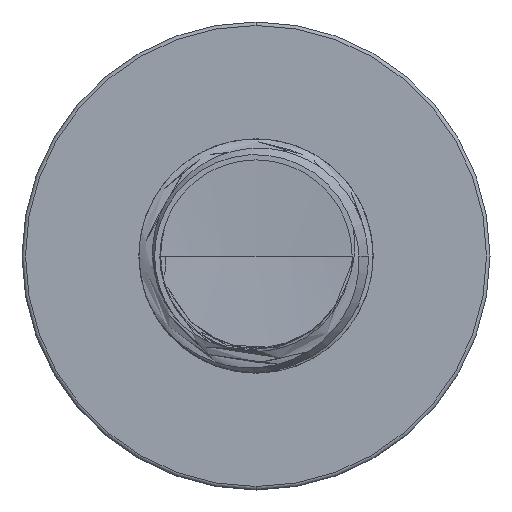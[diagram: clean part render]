
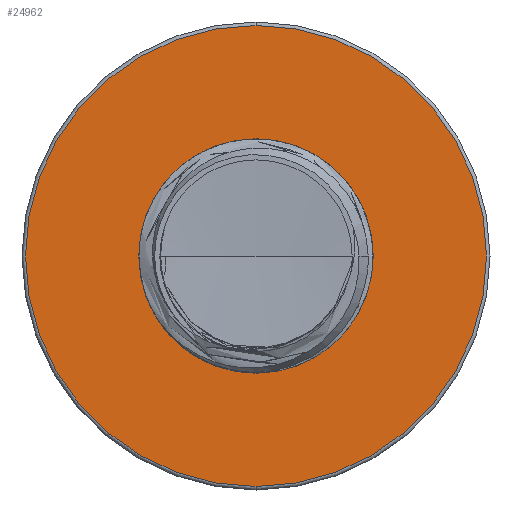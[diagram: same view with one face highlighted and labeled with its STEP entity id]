
A CAD part, front view. The second image highlights one B-rep face of the part: STEP entity #24962.
In plain terms, the highlighted planar face has unit normal (0, -1, 0).
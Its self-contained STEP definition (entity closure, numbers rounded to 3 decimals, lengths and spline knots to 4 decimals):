
#2237 = ORIENTED_EDGE ( 'NONE', *, *, #25768, .F. ) ;
#2808 = EDGE_CURVE ( 'NONE', #13234, #14249, #18373, .T. ) ;
#3314 = VERTEX_POINT ( 'NONE', #29110 ) ;
#4091 = DIRECTION ( 'NONE',  ( 0., -1., 0. ) ) ;
#4354 = FACE_OUTER_BOUND ( 'NONE', #30739, .T. ) ;
#6647 = PLANE ( 'NONE',  #11442 ) ;
#8315 = VERTEX_POINT ( 'NONE', #22530 ) ;
#8574 = ORIENTED_EDGE ( 'NONE', *, *, #9420, .T. ) ;
#9096 = CARTESIAN_POINT ( 'NONE',  ( 0., 17.5, 0. ) ) ;
#9420 = EDGE_CURVE ( 'NONE', #3314, #8315, #26693, .T. ) ;
#10428 = DIRECTION ( 'NONE',  ( 0., -1., 0. ) ) ;
#11442 = AXIS2_PLACEMENT_3D ( 'NONE', #24837, #14614, #32302 ) ;
#11726 = DIRECTION ( 'NONE',  ( 0., 0., -1. ) ) ;
#11865 = AXIS2_PLACEMENT_3D ( 'NONE', #19879, #4091, #22484 ) ;
#13234 = VERTEX_POINT ( 'NONE', #17038 ) ;
#14249 = VERTEX_POINT ( 'NONE', #15879 ) ;
#14614 = DIRECTION ( 'NONE',  ( 0., -1., 0. ) ) ;
#14699 = ORIENTED_EDGE ( 'NONE', *, *, #31579, .T. ) ;
#15512 = ORIENTED_EDGE ( 'NONE', *, *, #2808, .F. ) ;
#15879 = CARTESIAN_POINT ( 'NONE',  ( 0., 17.5, 1.7536 ) ) ;
#15938 = CIRCLE ( 'NONE', #27426, 3.4475 ) ;
#16840 = DIRECTION ( 'NONE',  ( 0., 0., -1. ) ) ;
#17038 = CARTESIAN_POINT ( 'NONE',  ( 0., 17.5, -1.7536 ) ) ;
#17600 = FACE_BOUND ( 'NONE', #30331, .T. ) ;
#18373 = CIRCLE ( 'NONE', #22393, 1.7536 ) ;
#19879 = CARTESIAN_POINT ( 'NONE',  ( 0., 17.5, 0. ) ) ;
#19961 = DIRECTION ( 'NONE',  ( 0., -1., 0. ) ) ;
#22393 = AXIS2_PLACEMENT_3D ( 'NONE', #22890, #19961, #16840 ) ;
#22484 = DIRECTION ( 'NONE',  ( 0., 0., -1. ) ) ;
#22530 = CARTESIAN_POINT ( 'NONE',  ( 0., 17.5, -3.4475 ) ) ;
#22890 = CARTESIAN_POINT ( 'NONE',  ( 0., 17.5, 0. ) ) ;
#24837 = CARTESIAN_POINT ( 'NONE',  ( 0., 17.5, 1.7536 ) ) ;
#24962 = ADVANCED_FACE ( 'NONE', ( #4354, #17600 ), #6647, .T. ) ;
#25768 = EDGE_CURVE ( 'NONE', #14249, #13234, #30692, .T. ) ;
#25861 = CARTESIAN_POINT ( 'NONE',  ( 0., 17.5, 0. ) ) ;
#26693 = CIRCLE ( 'NONE', #11865, 3.4475 ) ;
#27116 = DIRECTION ( 'NONE',  ( 0., -1., 0. ) ) ;
#27426 = AXIS2_PLACEMENT_3D ( 'NONE', #25861, #10428, #28402 ) ;
#28005 = AXIS2_PLACEMENT_3D ( 'NONE', #9096, #27116, #11726 ) ;
#28402 = DIRECTION ( 'NONE',  ( 0., 0., -1. ) ) ;
#29110 = CARTESIAN_POINT ( 'NONE',  ( 0., 17.5, 3.4475 ) ) ;
#30331 = EDGE_LOOP ( 'NONE', ( #15512, #2237 ) ) ;
#30692 = CIRCLE ( 'NONE', #28005, 1.7536 ) ;
#30739 = EDGE_LOOP ( 'NONE', ( #14699, #8574 ) ) ;
#31579 = EDGE_CURVE ( 'NONE', #8315, #3314, #15938, .T. ) ;
#32302 = DIRECTION ( 'NONE',  ( 0., 0., -1. ) ) ;
